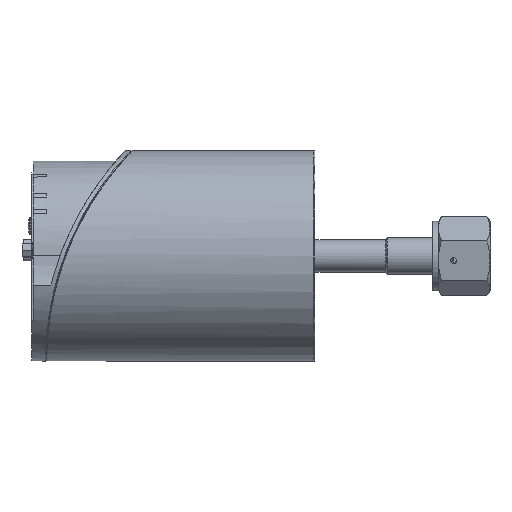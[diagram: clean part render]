
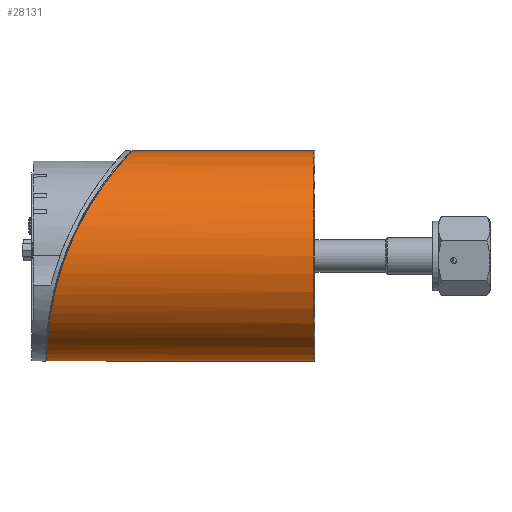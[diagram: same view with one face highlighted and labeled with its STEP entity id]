
A CAD part, left-side view. The second image highlights one B-rep face of the part: STEP entity #28131.
In plain terms, the highlighted cylindrical face has radius 41 mm (diameter 82 mm), a full revolution.
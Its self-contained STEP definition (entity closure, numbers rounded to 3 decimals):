
#506=B_SPLINE_CURVE_WITH_KNOTS('',3,(#49372,#49373,#49374,#49375,#49376,
#49377,#49378,#49379,#49380,#49381,#49382,#49383,#49384),.UNSPECIFIED.,
 .F.,.F.,(4,1,1,1,1,1,1,1,1,1,4),(-26.603,-26.128,-25.653,
-25.178,-24.703,-23.753,-22.803,
-22.169,-21.536,-20.269,-19.712),
 .UNSPECIFIED.);
#507=B_SPLINE_CURVE_WITH_KNOTS('',3,(#49385,#49386,#49387,#49388,#49389,
#49390,#49391,#49392,#49393,#49394,#49395,#49396,#49397,#49398,#49399,#49400,
#49401,#49402,#49403,#49404,#49405,#49406,#49407,#49408,#49409),
 .UNSPECIFIED.,.F.,.F.,(4,1,1,1,1,1,1,1,1,1,1,1,1,1,1,1,1,1,1,1,1,1,4),
(-19.712,-19.636,-19.002,-17.735,
-16.469,-15.202,-13.935,-12.668,
-11.401,-10.135,-8.868,-7.601,
-6.967,-6.334,-5.067,-4.434,
-3.8,-2.85,-1.9,-1.425,
-0.95,-0.475,0.),.UNSPECIFIED.);
#2863=FACE_OUTER_BOUND('',#4384,.T.);
#4384=EDGE_LOOP('',(#24174,#24175,#24176,#24177,#24178,#24179));
#6964=LINE('',#49370,#9490);
#9490=VECTOR('',#36984,41.);
#10399=CIRCLE('',#30309,41.);
#10401=CIRCLE('',#30311,41.);
#12885=VERTEX_POINT('',#49363);
#12886=VERTEX_POINT('',#49364);
#12887=VERTEX_POINT('',#49369);
#12888=VERTEX_POINT('',#49371);
#16700=EDGE_CURVE('',#12885,#12886,#10399,.T.);
#16702=EDGE_CURVE('',#12886,#12885,#10401,.T.);
#16703=EDGE_CURVE('',#12885,#12887,#6964,.T.);
#16704=EDGE_CURVE('',#12888,#12887,#506,.T.);
#16705=EDGE_CURVE('',#12887,#12888,#507,.T.);
#24174=ORIENTED_EDGE('',*,*,#16700,.F.);
#24175=ORIENTED_EDGE('',*,*,#16703,.T.);
#24176=ORIENTED_EDGE('',*,*,#16704,.F.);
#24177=ORIENTED_EDGE('',*,*,#16705,.F.);
#24178=ORIENTED_EDGE('',*,*,#16703,.F.);
#24179=ORIENTED_EDGE('',*,*,#16702,.F.);
#25454=CYLINDRICAL_SURFACE('',#30312,41.);
#28131=ADVANCED_FACE('',(#2863),#25454,.T.);
#30309=AXIS2_PLACEMENT_3D('',#49365,#36976,#36977);
#30311=AXIS2_PLACEMENT_3D('',#49367,#36980,#36981);
#30312=AXIS2_PLACEMENT_3D('',#49368,#36982,#36983);
#36976=DIRECTION('center_axis',(0.,-1.,0.));
#36977=DIRECTION('ref_axis',(-1.,0.,0.));
#36980=DIRECTION('center_axis',(0.,-1.,0.));
#36981=DIRECTION('ref_axis',(-1.,0.,0.));
#36982=DIRECTION('center_axis',(0.,-1.,0.));
#36983=DIRECTION('ref_axis',(-1.,0.,0.));
#36984=DIRECTION('',(0.,1.,0.));
#49363=CARTESIAN_POINT('',(41.,-68.6,0.));
#49364=CARTESIAN_POINT('',(-41.,-68.6,0.));
#49365=CARTESIAN_POINT('Origin',(0.,-68.6,
0.));
#49367=CARTESIAN_POINT('Origin',(0.,-68.6,
0.));
#49368=CARTESIAN_POINT('Origin',(0.,40.8,
0.));
#49369=CARTESIAN_POINT('',(41.,28.163,0.001));
#49370=CARTESIAN_POINT('',(41.,40.8,0.));
#49371=CARTESIAN_POINT('',(0.,2.167,41.));
#49372=CARTESIAN_POINT('Ctrl Pts',(0.,2.167,
41.));
#49373=CARTESIAN_POINT('Ctrl Pts',(1.057,2.167,41.));
#49374=CARTESIAN_POINT('Ctrl Pts',(3.187,2.247,40.918));
#49375=CARTESIAN_POINT('Ctrl Pts',(6.597,2.632,40.522));
#49376=CARTESIAN_POINT('Ctrl Pts',(10.654,3.442,39.679));
#49377=CARTESIAN_POINT('Ctrl Pts',(16.679,5.294,37.695));
#49378=CARTESIAN_POINT('Ctrl Pts',(23.855,8.717,33.826));
#49379=CARTESIAN_POINT('Ctrl Pts',(30.338,13.255,27.976));
#49380=CARTESIAN_POINT('Ctrl Pts',(34.786,17.282,22.001));
#49381=CARTESIAN_POINT('Ctrl Pts',(38.589,21.582,14.817));
#49382=CARTESIAN_POINT('Ctrl Pts',(40.622,25.215,7.479));
#49383=CARTESIAN_POINT('Ctrl Pts',(41.,27.504,1.767));
#49384=CARTESIAN_POINT('Ctrl Pts',(41.,28.163,0.001));
#49385=CARTESIAN_POINT('Ctrl Pts',(41.,28.163,0.001));
#49386=CARTESIAN_POINT('Ctrl Pts',(41.,28.253,-0.241));
#49387=CARTESIAN_POINT('Ctrl Pts',(40.981,29.085,-2.494));
#49388=CARTESIAN_POINT('Ctrl Pts',(40.4,31.22,-8.867));
#49389=CARTESIAN_POINT('Ctrl Pts',(37.12,33.67,-18.921));
#49390=CARTESIAN_POINT('Ctrl Pts',(29.505,35.13,-29.442));
#49391=CARTESIAN_POINT('Ctrl Pts',(18.938,35.573,-37.133));
#49392=CARTESIAN_POINT('Ctrl Pts',(6.528,35.598,-41.167));
#49393=CARTESIAN_POINT('Ctrl Pts',(-6.527,35.598,-41.167));
#49394=CARTESIAN_POINT('Ctrl Pts',(-18.938,35.573,-37.133));
#49395=CARTESIAN_POINT('Ctrl Pts',(-29.507,35.13,-29.44));
#49396=CARTESIAN_POINT('Ctrl Pts',(-37.118,33.67,-18.923));
#49397=CARTESIAN_POINT('Ctrl Pts',(-40.401,31.22,-8.866));
#49398=CARTESIAN_POINT('Ctrl Pts',(-41.144,28.483,-0.697));
#49399=CARTESIAN_POINT('Ctrl Pts',(-40.686,25.327,7.252));
#49400=CARTESIAN_POINT('Ctrl Pts',(-38.589,21.582,14.817));
#49401=CARTESIAN_POINT('Ctrl Pts',(-34.786,17.282,22.001));
#49402=CARTESIAN_POINT('Ctrl Pts',(-30.338,13.255,27.976));
#49403=CARTESIAN_POINT('Ctrl Pts',(-23.855,8.717,33.826));
#49404=CARTESIAN_POINT('Ctrl Pts',(-16.679,5.294,37.695));
#49405=CARTESIAN_POINT('Ctrl Pts',(-10.654,3.442,39.679));
#49406=CARTESIAN_POINT('Ctrl Pts',(-6.597,2.632,40.522));
#49407=CARTESIAN_POINT('Ctrl Pts',(-3.187,2.247,40.918));
#49408=CARTESIAN_POINT('Ctrl Pts',(-1.057,2.167,41.));
#49409=CARTESIAN_POINT('Ctrl Pts',(0.,2.167,
41.));
